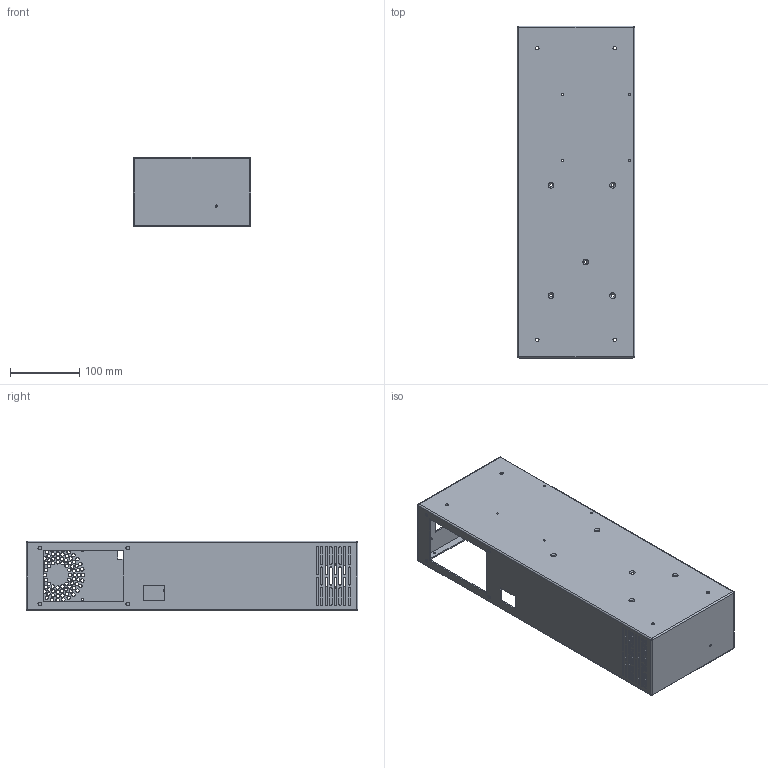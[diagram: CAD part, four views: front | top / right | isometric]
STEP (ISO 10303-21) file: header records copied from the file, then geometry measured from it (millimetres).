
FILE_DESCRIPTION(('FreeCAD Model'),'2;1');
FILE_NAME('electronics_chassis_hd_touchscreen.step', '2019-01-09T07:51:27',('Author'),(''), 'Open CASCADE STEP processor 6.9','FreeCAD','Unknown');
FILE_SCHEMA(('AUTOMOTIVE_DESIGN { 1 0 10303 214 1 1 1 1 }'));
Length unit declared in the file: millimetre
Products named in the file (1): Chamfer001
Bounding box: 170 x 480 x 100.6 mm (x, y, z)
Volume: 402274.3 mm3; surface area: 414238.2 mm2
Topology: 1 solids, 1 shells, 312 faces, 905 edges, 591 vertices
Faces by surface type: cylinder 195, plane 104, cone 9, sphere 4
Full cylindrical faces by diameter (mm): 3 x18, 3.5 x4, 4 x4, 4.2 x5, 5 x104, 6 x6
Entity records: 23206 total; most frequent: CARTESIAN_POINT 4905, DIRECTION 3380, ORIENTED_EDGE 1802, PCURVE 1802, DEFINITIONAL_REPRESENTATION 1802, LINE 1768, VECTOR 1768, EDGE_CURVE 901
